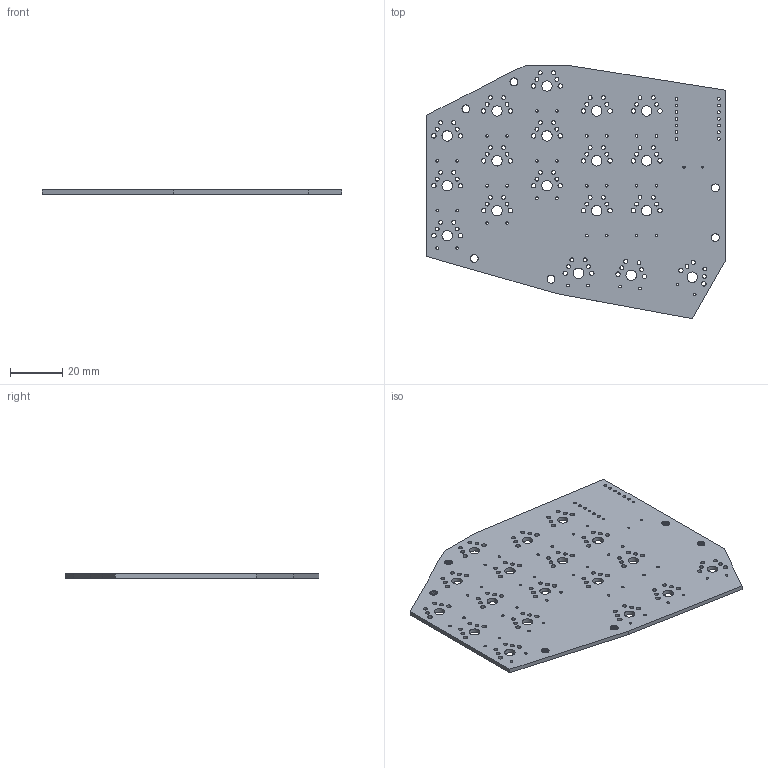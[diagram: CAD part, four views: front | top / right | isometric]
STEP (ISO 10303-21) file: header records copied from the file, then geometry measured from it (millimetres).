
FILE_DESCRIPTION(('KiCad electronic assembly'),'2;1');
FILE_NAME('Flare.step','2023-12-10T10:47:10',('Pcbnew'),('Kicad'), 'Open CASCADE STEP processor 7.6','KiCad to STEP converter','Unknown' );
FILE_SCHEMA(('AUTOMOTIVE_DESIGN { 1 0 10303 214 1 1 1 1 }'));
Length unit declared in the file: millimetre
Products named in the file (2): Flare 1; Flare PCB
Assembly tree (1 placements, depth 2):
  Flare 1
    Flare PCB
Bounding box: 114.3 x 96.84 x 1.6 mm (x, y, z)
Volume: 13894.3 mm3; surface area: 19523.4 mm2
Topology: 1 solids, 1 shells, 423 faces, 1263 edges, 842 vertices
Faces by surface type: plane 241, cylinder 182
Full cylindrical faces by diameter (mm): 0.991 x36, 1.092 x14, 1.499 x72, 1.702 x36, 3.988 x18
Entity records: 32567 total; most frequent: CARTESIAN_POINT 7248, DIRECTION 4631, LINE 3053, VECTOR 3053, ORIENTED_EDGE 2526, PCURVE 2526, DEFINITIONAL_REPRESENTATION 2526, EDGE_CURVE 1263
